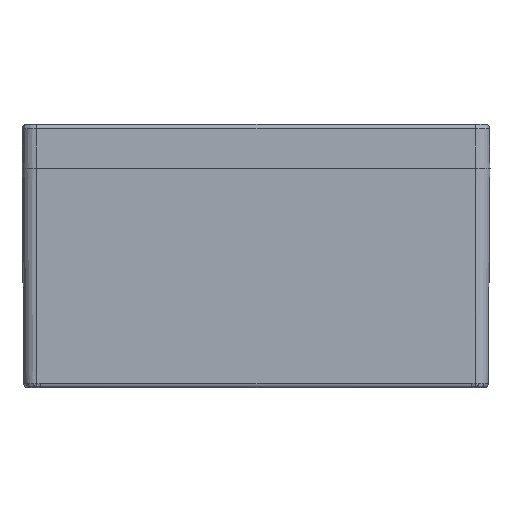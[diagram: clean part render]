
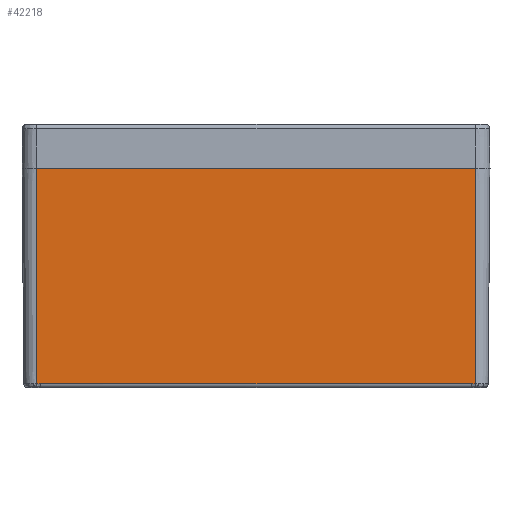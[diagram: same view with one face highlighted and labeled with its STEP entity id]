
A CAD part, left-side view. The second image highlights one B-rep face of the part: STEP entity #42218.
In plain terms, the highlighted planar face has unit normal (-1, 0, -0.009).
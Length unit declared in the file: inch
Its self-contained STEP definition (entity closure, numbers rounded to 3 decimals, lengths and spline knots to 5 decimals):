
#1353 = VERTEX_POINT ( 'NONE', #66625 ) ;
#6059 = DIRECTION ( 'NONE',  ( -0.009, 0., 1. ) ) ;
#11207 = CARTESIAN_POINT ( 'NONE',  ( -4.89595, 2.9433, -2.90016 ) ) ;
#13153 = CARTESIAN_POINT ( 'NONE',  ( -4.89595, -2.89892, -2.90007 ) ) ;
#14546 = EDGE_CURVE ( 'NONE', #62408, #30354, #15682, .T. ) ;
#15682 = LINE ( 'NONE', #78317, #54221 ) ;
#16728 = EDGE_LOOP ( 'NONE', ( #65076, #46315, #58951, #72176, #68784, #65106 ) ) ;
#18725 = CARTESIAN_POINT ( 'NONE',  ( -4.89595, -2.91416, -2.9001 ) ) ;
#18853 = CARTESIAN_POINT ( 'NONE',  ( -4.89595, 2.92607, -2.90014 ) ) ;
#19020 = CARTESIAN_POINT ( 'NONE',  ( -4.89595, -2.90049, -2.90007 ) ) ;
#19888 = CARTESIAN_POINT ( 'NONE',  ( -4.89595, -2.92424, -2.90013 ) ) ;
#22417 = EDGE_CURVE ( 'NONE', #30354, #74541, #55523, .T. ) ;
#26020 = CARTESIAN_POINT ( 'NONE',  ( -4.89595, -2.92492, -2.90013 ) ) ;
#26602 = CARTESIAN_POINT ( 'NONE',  ( -4.89595, -2.92538, -2.90013 ) ) ;
#27254 = VERTEX_POINT ( 'NONE', #73711 ) ;
#27406 = VECTOR ( 'NONE', #65964, 39.37008 ) ;
#29973 = VERTEX_POINT ( 'NONE', #80680 ) ;
#30169 = AXIS2_PLACEMENT_3D ( 'NONE', #59427, #39066, #6059 ) ;
#30354 = VERTEX_POINT ( 'NONE', #42185 ) ;
#32764 = DIRECTION ( 'NONE',  ( 0., 1., 0. ) ) ;
#35240 = VECTOR ( 'NONE', #32764, 39.37008 ) ;
#38647 = CARTESIAN_POINT ( 'NONE',  ( -4.89595, 2.90204, -2.90007 ) ) ;
#39066 = DIRECTION ( 'NONE',  ( -1., 0., -0.009 ) ) ;
#39111 = CARTESIAN_POINT ( 'NONE',  ( -4.89595, -2.92567, -2.90014 ) ) ;
#39172 = EDGE_CURVE ( 'NONE', #1353, #62408, #83548, .T. ) ;
#41833 = CARTESIAN_POINT ( 'NONE',  ( -4.92126, 2.95276, 0. ) ) ;
#42073 = VECTOR ( 'NONE', #59355, 39.37008 ) ;
#42185 = CARTESIAN_POINT ( 'NONE',  ( -4.92126, -2.95276, 0. ) ) ;
#42218 = ADVANCED_FACE ( 'NONE', ( #75796 ), #73054, .T. ) ;
#44216 = CARTESIAN_POINT ( 'NONE',  ( -4.89595, 2.91101, -2.90009 ) ) ;
#44772 = CARTESIAN_POINT ( 'NONE',  ( -4.89595, 2.94928, -2.90015 ) ) ;
#45073 = CARTESIAN_POINT ( 'NONE',  ( -4.89595, 2.95276, -2.90013 ) ) ;
#45208 = DIRECTION ( 'NONE',  ( -0.009, 0., 1. ) ) ;
#45535 = CARTESIAN_POINT ( 'NONE',  ( -4.89595, -2.95276, -2.90013 ) ) ;
#46315 = ORIENTED_EDGE ( 'NONE', *, *, #76622, .F. ) ;
#50353 = CARTESIAN_POINT ( 'NONE',  ( -4.89595, -2.95276, -2.90013 ) ) ;
#50896 = B_SPLINE_CURVE_WITH_KNOTS ( 'NONE', 3,
 ( #45073, #44772, #11207, #57557, #64828, #57849, #58727, #84912, #51759, #18853, #44216, #38647, #84620 ),
 .UNSPECIFIED., .F., .F.,
 ( 4, 1, 1, 1, 1, 1, 2, 2, 4 ),
 ( 0., 0.25, 0.375, 0.4375, 0.46875, 0.48437, 0.49219, 0.5, 1. ),
 .UNSPECIFIED. ) ;
#50904 = LINE ( 'NONE', #72313, #35240 ) ;
#51759 = CARTESIAN_POINT ( 'NONE',  ( -4.89595, 2.92618, -2.90014 ) ) ;
#54221 = VECTOR ( 'NONE', #45208, 39.37008 ) ;
#55523 = LINE ( 'NONE', #58145, #27406 ) ;
#57557 = CARTESIAN_POINT ( 'NONE',  ( -4.89595, 2.93501, -2.90016 ) ) ;
#57849 = CARTESIAN_POINT ( 'NONE',  ( -4.89595, 2.92822, -2.90014 ) ) ;
#58145 = CARTESIAN_POINT ( 'NONE',  ( -4.92126, 2.95276, 0. ) ) ;
#58727 = CARTESIAN_POINT ( 'NONE',  ( -4.89595, 2.92703, -2.90014 ) ) ;
#58951 = ORIENTED_EDGE ( 'NONE', *, *, #39172, .T. ) ;
#59355 = DIRECTION ( 'NONE',  ( 0.009, 0., -1. ) ) ;
#59427 = CARTESIAN_POINT ( 'NONE',  ( -4.92126, 2.95276, 0. ) ) ;
#59760 = CARTESIAN_POINT ( 'NONE',  ( -4.89595, -2.92268, -2.90013 ) ) ;
#62408 = VERTEX_POINT ( 'NONE', #50353 ) ;
#64828 = CARTESIAN_POINT ( 'NONE',  ( -4.89595, 2.93054, -2.90015 ) ) ;
#65076 = ORIENTED_EDGE ( 'NONE', *, *, #73052, .T. ) ;
#65106 = ORIENTED_EDGE ( 'NONE', *, *, #79945, .T. ) ;
#65568 = CARTESIAN_POINT ( 'NONE',  ( -4.89595, -2.93682, -2.90017 ) ) ;
#65964 = DIRECTION ( 'NONE',  ( 0., 1., 0. ) ) ;
#66625 = CARTESIAN_POINT ( 'NONE',  ( -4.89595, -2.89892, -2.90007 ) ) ;
#68065 = LINE ( 'NONE', #78239, #42073 ) ;
#68784 = ORIENTED_EDGE ( 'NONE', *, *, #22417, .T. ) ;
#72176 = ORIENTED_EDGE ( 'NONE', *, *, #14546, .T. ) ;
#72313 = CARTESIAN_POINT ( 'NONE',  ( -4.89595, 1.47638, -2.90007 ) ) ;
#73052 = EDGE_CURVE ( 'NONE', #27254, #29973, #50896, .T. ) ;
#73054 = PLANE ( 'NONE',  #30169 ) ;
#73711 = CARTESIAN_POINT ( 'NONE',  ( -4.89595, 2.95276, -2.90013 ) ) ;
#74541 = VERTEX_POINT ( 'NONE', #41833 ) ;
#75796 = FACE_OUTER_BOUND ( 'NONE', #16728, .T. ) ;
#76622 = EDGE_CURVE ( 'NONE', #1353, #29973, #50904, .T. ) ;
#78239 = CARTESIAN_POINT ( 'NONE',  ( -4.92126, 2.95276, 0. ) ) ;
#78317 = CARTESIAN_POINT ( 'NONE',  ( -4.92126, -2.95276, 0. ) ) ;
#78935 = CARTESIAN_POINT ( 'NONE',  ( -4.89595, -2.90503, -2.90008 ) ) ;
#79945 = EDGE_CURVE ( 'NONE', #74541, #27254, #68065, .T. ) ;
#80680 = CARTESIAN_POINT ( 'NONE',  ( -4.89595, 2.89892, -2.90007 ) ) ;
#83548 = B_SPLINE_CURVE_WITH_KNOTS ( 'NONE', 3,
 ( #13153, #19020, #78935, #18725, #85364, #59760, #19888, #26020, #26602, #39111, #65568, #85655, #45535 ),
 .UNSPECIFIED., .F., .F.,
 ( 4, 1, 1, 1, 1, 1, 2, 2, 4 ),
 ( 0., 0.25, 0.375, 0.4375, 0.46875, 0.48438, 0.49219, 0.5, 1. ),
 .UNSPECIFIED. ) ;
#84620 = CARTESIAN_POINT ( 'NONE',  ( -4.89595, 2.89892, -2.90007 ) ) ;
#84912 = CARTESIAN_POINT ( 'NONE',  ( -4.89595, 2.92652, -2.90014 ) ) ;
#85364 = CARTESIAN_POINT ( 'NONE',  ( -4.89595, -2.91968, -2.90012 ) ) ;
#85655 = CARTESIAN_POINT ( 'NONE',  ( -4.89595, -2.94579, -2.90017 ) ) ;
